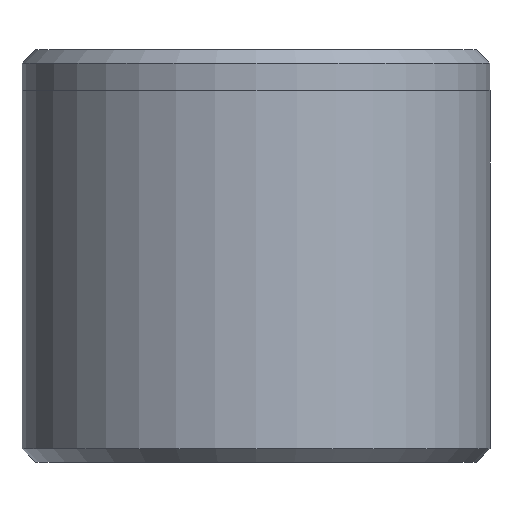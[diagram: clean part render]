
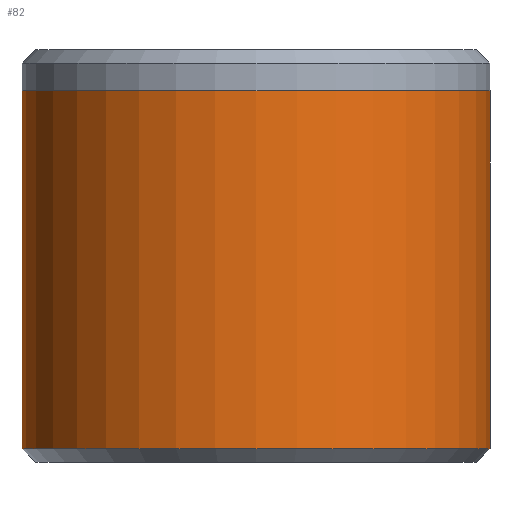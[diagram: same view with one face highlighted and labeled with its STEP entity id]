
A CAD part, front view. The second image highlights one B-rep face of the part: STEP entity #82.
In plain terms, the highlighted cylindrical face has radius 17 mm (diameter 34 mm), a partial arc.
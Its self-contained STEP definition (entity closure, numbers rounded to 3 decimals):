
#82 = ADVANCED_FACE ( 'NONE', ( #2263 ), #605, .T. ) ;
#222 = LINE ( 'NONE', #849, #2282 ) ;
#277 = VERTEX_POINT ( 'NONE', #2458 ) ;
#291 = ORIENTED_EDGE ( 'NONE', *, *, #2299, .F. ) ;
#317 = CARTESIAN_POINT ( 'NONE',  ( -17., 0., 27. ) ) ;
#358 = DIRECTION ( 'NONE',  ( 0., 0., -1. ) ) ;
#367 = DIRECTION ( 'NONE',  ( 1., 0., 0. ) ) ;
#387 = DIRECTION ( 'NONE',  ( 0., 0., 1. ) ) ;
#391 = AXIS2_PLACEMENT_3D ( 'NONE', #542, #387, #367 ) ;
#542 = CARTESIAN_POINT ( 'NONE',  ( 0., 0., 27. ) ) ;
#594 = VECTOR ( 'NONE', #358, 1000. ) ;
#605 = CYLINDRICAL_SURFACE ( 'NONE', #1021, 17. ) ;
#641 = DIRECTION ( 'NONE',  ( -1., 0., 0. ) ) ;
#772 = EDGE_CURVE ( 'NONE', #2192, #277, #222, .T. ) ;
#782 = CIRCLE ( 'NONE', #838, 17. ) ;
#788 = DIRECTION ( 'NONE',  ( 0., 0., 1. ) ) ;
#838 = AXIS2_PLACEMENT_3D ( 'NONE', #988, #788, #1482 ) ;
#849 = CARTESIAN_POINT ( 'NONE',  ( -17., 0., 30. ) ) ;
#950 = DIRECTION ( 'NONE',  ( 0., 0., -1. ) ) ;
#988 = CARTESIAN_POINT ( 'NONE',  ( 0., 0., 1. ) ) ;
#1021 = AXIS2_PLACEMENT_3D ( 'NONE', #1332, #950, #641 ) ;
#1054 = LINE ( 'NONE', #1762, #594 ) ;
#1207 = EDGE_LOOP ( 'NONE', ( #291, #2023, #1533, #1606 ) ) ;
#1209 = DIRECTION ( 'NONE',  ( 0., 0., -1. ) ) ;
#1332 = CARTESIAN_POINT ( 'NONE',  ( 0., 0., 30. ) ) ;
#1482 = DIRECTION ( 'NONE',  ( 1., 0., 0. ) ) ;
#1533 = ORIENTED_EDGE ( 'NONE', *, *, #772, .T. ) ;
#1606 = ORIENTED_EDGE ( 'NONE', *, *, #1814, .T. ) ;
#1673 = VERTEX_POINT ( 'NONE', #1841 ) ;
#1762 = CARTESIAN_POINT ( 'NONE',  ( 17., 0., 30. ) ) ;
#1814 = EDGE_CURVE ( 'NONE', #277, #1673, #782, .T. ) ;
#1841 = CARTESIAN_POINT ( 'NONE',  ( 17., 0., 1. ) ) ;
#1984 = EDGE_CURVE ( 'NONE', #2192, #2108, #2413, .T. ) ;
#2023 = ORIENTED_EDGE ( 'NONE', *, *, #1984, .F. ) ;
#2108 = VERTEX_POINT ( 'NONE', #2182 ) ;
#2182 = CARTESIAN_POINT ( 'NONE',  ( 17., 0., 27. ) ) ;
#2192 = VERTEX_POINT ( 'NONE', #317 ) ;
#2263 = FACE_OUTER_BOUND ( 'NONE', #1207, .T. ) ;
#2282 = VECTOR ( 'NONE', #1209, 1000. ) ;
#2299 = EDGE_CURVE ( 'NONE', #2108, #1673, #1054, .T. ) ;
#2413 = CIRCLE ( 'NONE', #391, 17. ) ;
#2458 = CARTESIAN_POINT ( 'NONE',  ( -17., 0., 1. ) ) ;
